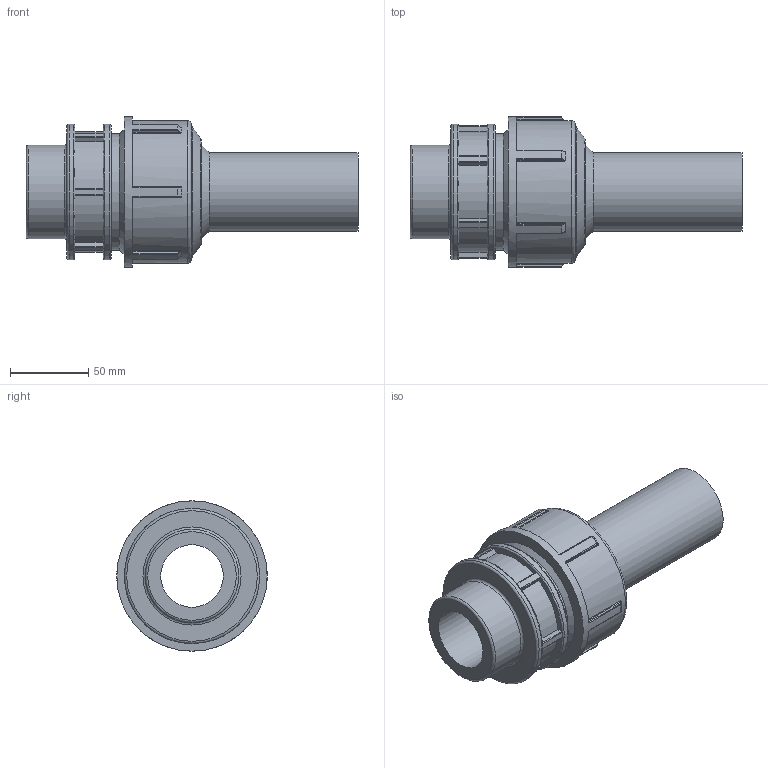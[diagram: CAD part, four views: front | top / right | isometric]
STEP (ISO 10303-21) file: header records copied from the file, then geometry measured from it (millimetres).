
FILE_DESCRIPTION(/* description */ ('Union Adaptor with Riser 50 x 2'''' (100mm Riser)'),/* implementation_level */ '2;1');
FILE_NAME(/* name */ '0782L60500200A.ipt.stp',/* time_stamp */ '2018-08-09T09:20:59+03:00',/* author */ ('KIM'),/* organization */ (''),/* preprocessor_version */ 'ST-DEVELOPER v15.6',/* originating_system */ 'Autodesk Inventor 2015',/* authorisation */ '');
FILE_SCHEMA (('AUTOMOTIVE_DESIGN { 1 0 10303 214 3 1 1 }'));
Length unit declared in the file: millimetre
Products named in the file (1): 0782L60500200A
Bounding box: 212 x 96 x 96 mm (x, y, z)
Volume: 459591.3 mm3; surface area: 88800.6 mm2
Topology: 1 solids, 1 shells, 199 faces, 500 edges, 309 vertices
Faces by surface type: cylinder 64, plane 56, torus 33, bspline 24, sphere 12, cone 10
Full cylindrical faces by diameter (mm): 40 x2, 50 x2, 59.614 x1, 74.4 x1, 86.4 x2, 91.2 x1, 96 x1
Entity records: 6672 total; most frequent: CARTESIAN_POINT 2134, ORIENTED_EDGE 946, DIRECTION 926, EDGE_CURVE 473, AXIS2_PLACEMENT_3D 397, VERTEX_POINT 305, EDGE_LOOP 230, CIRCLE 209
